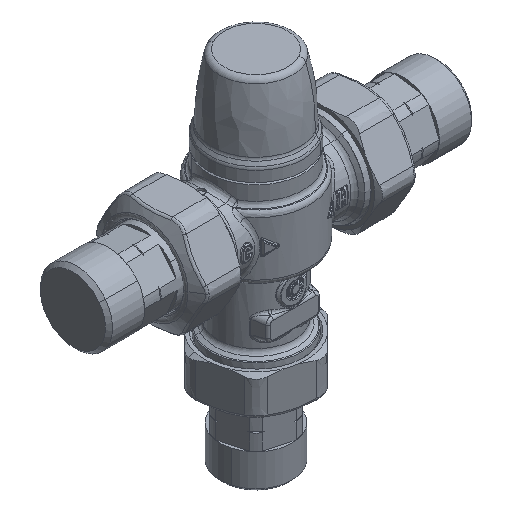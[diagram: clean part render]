
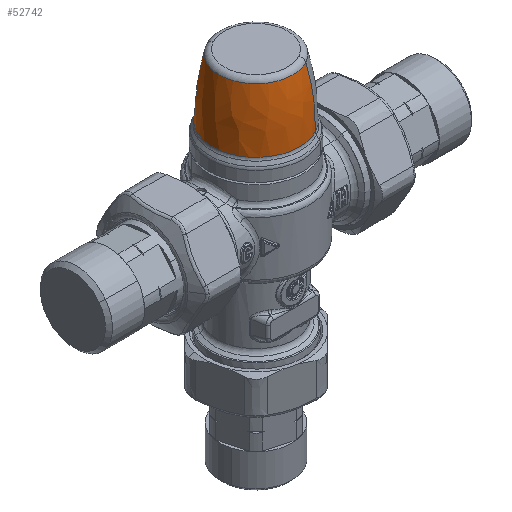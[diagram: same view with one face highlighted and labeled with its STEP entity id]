
A CAD part, isometric view. The second image highlights one B-rep face of the part: STEP entity #52742.
In plain terms, the highlighted face is a revolution surface.
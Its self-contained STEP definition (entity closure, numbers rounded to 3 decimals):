
#52642=CARTESIAN_POINT('Vertex',(-6.427,11.765,38.907)) ;
#52645=CARTESIAN_POINT('Axis2P3D Location',(0.,0.,38.907)) ;
#52649=CARTESIAN_POINT('Vertex',(6.427,-11.765,38.907)) ;
#52692=CARTESIAN_POINT('Control Point',(7.675,-14.05,17.513)) ;
#52693=CARTESIAN_POINT('Control Point',(7.712,-14.116,22.917)) ;
#52694=CARTESIAN_POINT('Control Point',(7.515,-13.756,28.327)) ;
#52695=CARTESIAN_POINT('Control Point',(7.084,-12.967,33.679)) ;
#52696=CARTESIAN_POINT('Control Point',(6.427,-11.765,38.907)) ;
#52697=CARTESIAN_POINT('Vertex',(7.675,-14.05,17.513)) ;
#52704=CARTESIAN_POINT('Vertex',(-7.675,14.05,17.513)) ;
#52708=CARTESIAN_POINT('Control Point',(-7.675,14.05,17.513)) ;
#52709=CARTESIAN_POINT('Control Point',(-7.712,14.116,22.917)) ;
#52710=CARTESIAN_POINT('Control Point',(-7.515,13.756,28.327)) ;
#52711=CARTESIAN_POINT('Control Point',(-7.084,12.967,33.679)) ;
#52712=CARTESIAN_POINT('Control Point',(-6.427,11.765,38.907)) ;
#52722=CARTESIAN_POINT('Control Point',(0.,16.01,17.513)) ;
#52723=CARTESIAN_POINT('Control Point',(0.,16.085,22.917)) ;
#52724=CARTESIAN_POINT('Control Point',(0.,15.675,28.327)) ;
#52725=CARTESIAN_POINT('Control Point',(0.,14.776,33.679)) ;
#52726=CARTESIAN_POINT('Control Point',(0.,13.407,38.907)) ;
#52727=CARTESIAN_POINT('Axis1P Location',(0.,0.,25.4)) ;
#52731=CARTESIAN_POINT('Axis2P3D Location',(0.,0.,17.513)) ;
#52646=DIRECTION('Axis2P3D Direction',(0.,-0.,1.)) ;
#52728=DIRECTION('Axis1P Direction',(0.,0.,1.)) ;
#52732=DIRECTION('Axis2P3D Direction',(0.,0.,1.)) ;
#52647=AXIS2_PLACEMENT_3D('Circle Axis2P3D',#52645,#52646,$) ;
#52733=AXIS2_PLACEMENT_3D('Circle Axis2P3D',#52731,#52732,$) ;
#52648=CIRCLE('generated circle',#52647,13.407) ;
#52734=CIRCLE('generated circle',#52733,16.01) ;
#52730=SURFACE_OF_REVOLUTION('Surface of Revolution',#52721,#52729) ;
#52729=AXIS1_PLACEMENT('Revolution Surface Axis1P',#52727,#52728) ;
#52651=EDGE_CURVE('',#52643,#52650,#52648,.T.) ;
#52699=EDGE_CURVE('',#52698,#52650,#52691,.T.) ;
#52713=EDGE_CURVE('',#52705,#52643,#52707,.T.) ;
#52735=EDGE_CURVE('',#52698,#52705,#52734,.F.) ;
#52737=ORIENTED_EDGE('',*,*,#52651,.F.) ;
#52738=ORIENTED_EDGE('',*,*,#52713,.F.) ;
#52739=ORIENTED_EDGE('',*,*,#52735,.F.) ;
#52740=ORIENTED_EDGE('',*,*,#52699,.T.) ;
#52736=EDGE_LOOP('',(#52737,#52738,#52739,#52740)) ;
#52643=VERTEX_POINT('',#52642) ;
#52650=VERTEX_POINT('',#52649) ;
#52698=VERTEX_POINT('',#52697) ;
#52705=VERTEX_POINT('',#52704) ;
#52742=ADVANCED_FACE('PartBody',(#52741),#52730,.T.) ;
#52691=B_SPLINE_CURVE_WITH_KNOTS('',4,(#52692,#52693,#52694,#52695,#52696),.UNSPECIFIED.,.F.,.U.,(5,5),(501.532,523.149),.UNSPECIFIED.) ;
#52707=B_SPLINE_CURVE_WITH_KNOTS('',4,(#52708,#52709,#52710,#52711,#52712),.UNSPECIFIED.,.F.,.U.,(5,5),(501.532,523.149),.UNSPECIFIED.) ;
#52721=B_SPLINE_CURVE_WITH_KNOTS('',4,(#52722,#52723,#52724,#52725,#52726),.UNSPECIFIED.,.F.,.U.,(5,5),(501.532,523.149),.UNSPECIFIED.) ;
#52741=FACE_OUTER_BOUND('',#52736,.T.) ;
